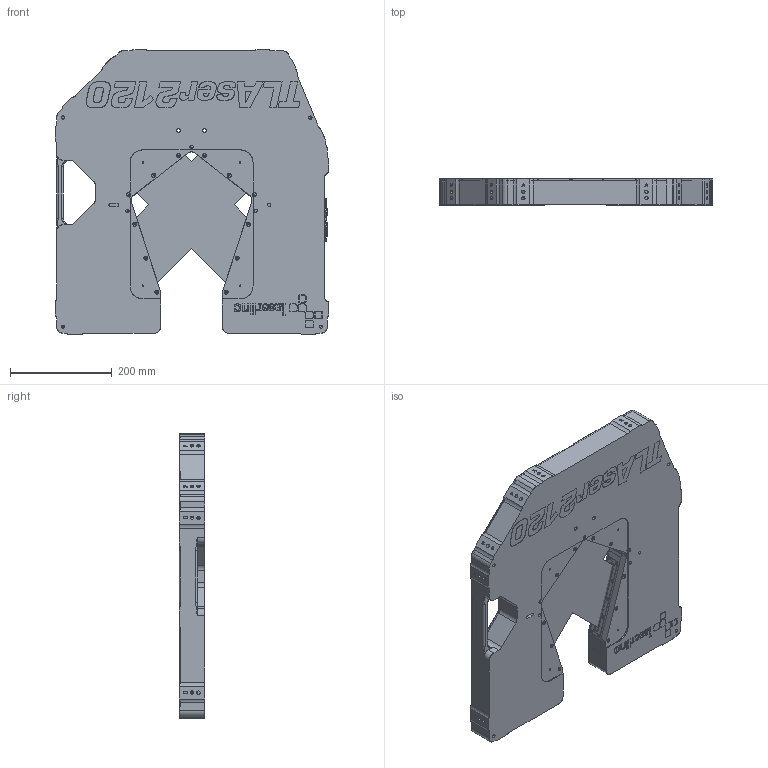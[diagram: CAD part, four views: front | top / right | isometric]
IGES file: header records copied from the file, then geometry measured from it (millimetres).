
Start section: SolidWorks IGES file using analytic representation for surfaces
Global section: file name: 02120-01 TLAser2120 Dual-Axis Micrometer.IGS; native system: SolidWorks 2013; preprocessor: SolidWorks 2013; author: Mark; date: 121105.145549; units: inch
Bounding box: 536.58 x 50.8 x 558.8 mm (x, y, z)
Surface area: 897481.4 mm2 (no closed solid volume)
Topology: 0 solids, 0 shells, 1532 faces, 31441 edges, 31388 vertices
Faces by surface type: bspline 925, revolution 607
